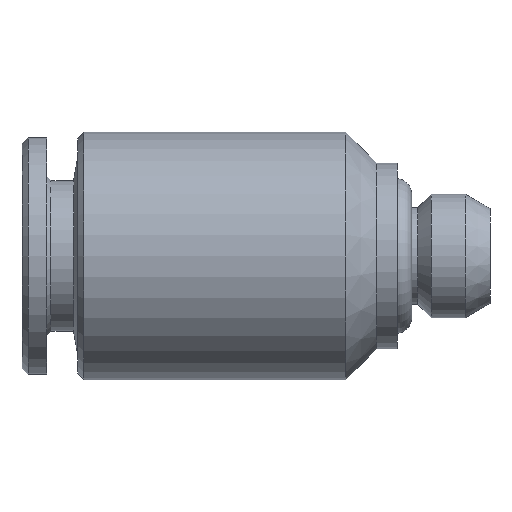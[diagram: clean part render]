
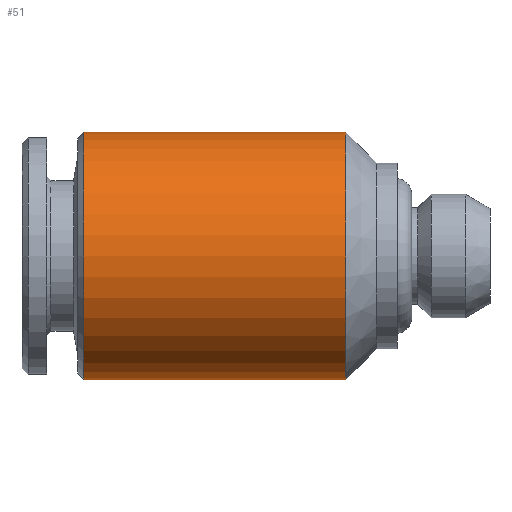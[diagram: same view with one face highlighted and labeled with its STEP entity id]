
A CAD part, left-side view. The second image highlights one B-rep face of the part: STEP entity #51.
In plain terms, the highlighted cylindrical face has radius 6 mm (diameter 12 mm), a partial arc.
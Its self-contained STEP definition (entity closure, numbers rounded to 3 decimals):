
#51 = ADVANCED_FACE ( 'NONE', ( #444 ), #437, .T. ) ;
#52 = EDGE_LOOP ( 'NONE', ( #53, #171, #398, #399 ) ) ;
#53 = ORIENTED_EDGE ( 'NONE', *, *, #164, .F. ) ;
#128 = EDGE_CURVE ( 'NONE', #283, #167, #665, .T. ) ;
#164 = EDGE_CURVE ( 'NONE', #260, #283, #702, .T. ) ;
#167 = VERTEX_POINT ( 'NONE', #879 ) ;
#171 = ORIENTED_EDGE ( 'NONE', *, *, #604, .T. ) ;
#260 = VERTEX_POINT ( 'NONE', #975 ) ;
#262 = VERTEX_POINT ( 'NONE', #974 ) ;
#283 = VERTEX_POINT ( 'NONE', #936 ) ;
#332 = EDGE_CURVE ( 'NONE', #262, #167, #1281, .T. ) ;
#398 = ORIENTED_EDGE ( 'NONE', *, *, #332, .T. ) ;
#399 = ORIENTED_EDGE ( 'NONE', *, *, #128, .F. ) ;
#433 = DIRECTION ( 'NONE',  ( 0., 0., -1. ) ) ;
#434 = DIRECTION ( 'NONE',  ( 0., -1., 0. ) ) ;
#435 = AXIS2_PLACEMENT_3D ( 'NONE', #438, #434, #433 ) ;
#437 = CYLINDRICAL_SURFACE ( 'NONE', #435, 6. ) ;
#438 = CARTESIAN_POINT ( 'NONE',  ( 0., -2.242, 0. ) ) ;
#444 = FACE_OUTER_BOUND ( 'NONE', #52, .T. ) ;
#604 = EDGE_CURVE ( 'NONE', #260, #262, #1341, .T. ) ;
#658 = DIRECTION ( 'NONE',  ( 0., 0., -1. ) ) ;
#659 = DIRECTION ( 'NONE',  ( 0., -1., 0. ) ) ;
#660 = CARTESIAN_POINT ( 'NONE',  ( 0., 7., 0. ) ) ;
#661 = AXIS2_PLACEMENT_3D ( 'NONE', #660, #659, #658 ) ;
#665 = CIRCLE ( 'NONE', #661, 6. ) ;
#699 = DIRECTION ( 'NONE',  ( 0., -1., 0. ) ) ;
#700 = VECTOR ( 'NONE', #699, 1000. ) ;
#701 = CARTESIAN_POINT ( 'NONE',  ( 0., -2.242, 6. ) ) ;
#702 = LINE ( 'NONE', #701, #700 ) ;
#879 = CARTESIAN_POINT ( 'NONE',  ( 0., 7., -6. ) ) ;
#936 = CARTESIAN_POINT ( 'NONE',  ( 0., 7., 6. ) ) ;
#974 = CARTESIAN_POINT ( 'NONE',  ( 0., 19.7, -6. ) ) ;
#975 = CARTESIAN_POINT ( 'NONE',  ( 0., 19.7, 6. ) ) ;
#1278 = DIRECTION ( 'NONE',  ( 0., -1., 0. ) ) ;
#1279 = VECTOR ( 'NONE', #1278, 1000. ) ;
#1280 = CARTESIAN_POINT ( 'NONE',  ( 0., -2.242, -6. ) ) ;
#1281 = LINE ( 'NONE', #1280, #1279 ) ;
#1337 = DIRECTION ( 'NONE',  ( 0., 0., -1. ) ) ;
#1338 = DIRECTION ( 'NONE',  ( 0., -1., 0. ) ) ;
#1339 = CARTESIAN_POINT ( 'NONE',  ( 0., 19.7, 0. ) ) ;
#1340 = AXIS2_PLACEMENT_3D ( 'NONE', #1339, #1338, #1337 ) ;
#1341 = CIRCLE ( 'NONE', #1340, 6. ) ;
